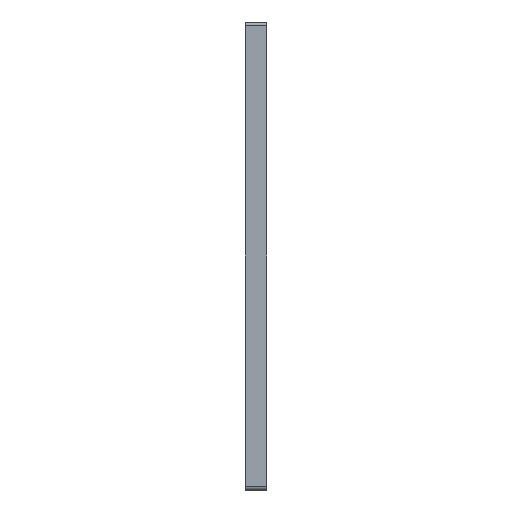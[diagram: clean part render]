
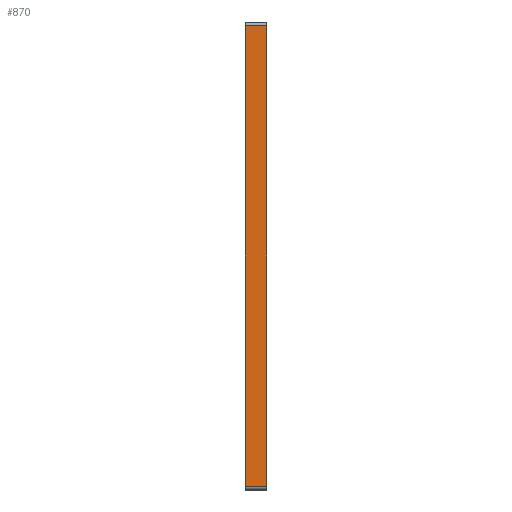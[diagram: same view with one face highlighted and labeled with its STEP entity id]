
A CAD part, left-side view. The second image highlights one B-rep face of the part: STEP entity #870.
In plain terms, the highlighted planar face has unit normal (-1, 0, 0).
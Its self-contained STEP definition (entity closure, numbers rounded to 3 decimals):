
#78=PLANE('',#992);
#118=FACE_OUTER_BOUND('',#188,.T.);
#188=EDGE_LOOP('',(#753,#754,#755,#756));
#228=LINE('',#1285,#274);
#233=LINE('',#1360,#279);
#234=LINE('',#1364,#280);
#265=LINE('',#1486,#311);
#274=VECTOR('',#1018,10.);
#279=VECTOR('',#1095,10.);
#280=VECTOR('',#1100,10.);
#311=VECTOR('',#1253,10.);
#390=VERTEX_POINT('',#1282);
#391=VERTEX_POINT('',#1284);
#425=VERTEX_POINT('',#1358);
#426=VERTEX_POINT('',#1362);
#468=EDGE_CURVE('',#390,#391,#228,.T.);
#506=EDGE_CURVE('',#425,#390,#233,.T.);
#508=EDGE_CURVE('',#391,#426,#234,.T.);
#569=EDGE_CURVE('',#426,#425,#265,.T.);
#753=ORIENTED_EDGE('',*,*,#506,.F.);
#754=ORIENTED_EDGE('',*,*,#569,.F.);
#755=ORIENTED_EDGE('',*,*,#508,.F.);
#756=ORIENTED_EDGE('',*,*,#468,.F.);
#870=ADVANCED_FACE('',(#118),#78,.T.);
#992=AXIS2_PLACEMENT_3D('',#1485,#1251,#1252);
#1018=DIRECTION('',(0.,0.,-1.));
#1095=DIRECTION('',(0.,-1.,0.));
#1100=DIRECTION('',(0.,1.,0.));
#1251=DIRECTION('center_axis',(-1.,0.,0.));
#1252=DIRECTION('ref_axis',(0.,0.,1.));
#1253=DIRECTION('',(0.,0.,1.));
#1282=CARTESIAN_POINT('',(-130.704,0.,63.25));
#1284=CARTESIAN_POINT('',(-130.704,0.,-63.25));
#1285=CARTESIAN_POINT('',(-130.704,0.,64.25));
#1358=CARTESIAN_POINT('',(-130.704,6.,63.25));
#1360=CARTESIAN_POINT('',(-130.704,0.,63.25));
#1362=CARTESIAN_POINT('',(-130.704,6.,-63.25));
#1364=CARTESIAN_POINT('',(-130.704,0.,-63.25));
#1485=CARTESIAN_POINT('Origin',(-130.704,0.,-64.25));
#1486=CARTESIAN_POINT('',(-130.704,6.,64.25));
